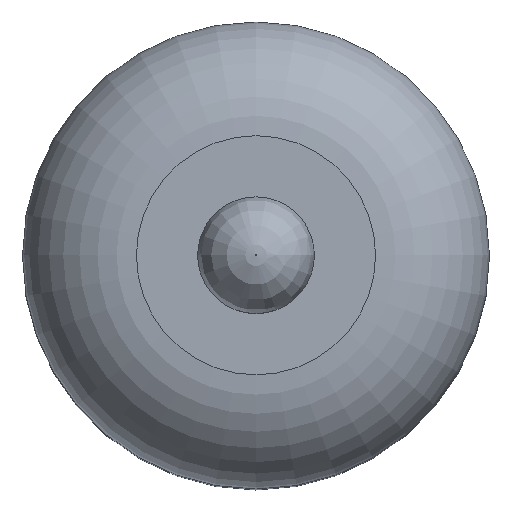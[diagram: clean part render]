
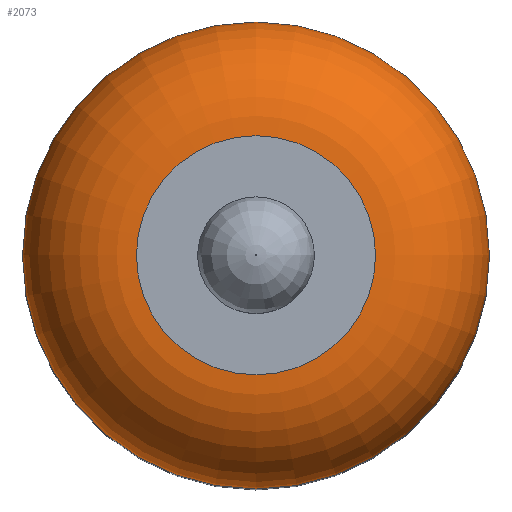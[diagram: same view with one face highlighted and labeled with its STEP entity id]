
A CAD part, top view. The second image highlights one B-rep face of the part: STEP entity #2073.
In plain terms, the highlighted toroidal (fillet/blend) face has major radius 7.063 mm and minor radius 6.727 mm.
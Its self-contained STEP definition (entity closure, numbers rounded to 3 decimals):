
#2048 = EDGE_CURVE('',#2049,#2049,#2051,.T.);
#2049 = VERTEX_POINT('',#2050);
#2050 = CARTESIAN_POINT('',(-0.557,7.62,44.31));
#2051 = CIRCLE('',#2052,7.063);
#2052 = AXIS2_PLACEMENT_3D('',#2053,#2054,#2055);
#2053 = CARTESIAN_POINT('',(-7.62,7.62,44.31));
#2054 = DIRECTION('',(0.,0.,1.));
#2055 = DIRECTION('',(1.,0.,0.));
#2073 = ADVANCED_FACE('',(#2074),#2094,.T.);
#2074 = FACE_BOUND('',#2075,.T.);
#2075 = EDGE_LOOP('',(#2076,#2085,#2092,#2093));
#2076 = ORIENTED_EDGE('',*,*,#2077,.F.);
#2077 = EDGE_CURVE('',#2078,#2049,#2080,.T.);
#2078 = VERTEX_POINT('',#2079);
#2079 = CARTESIAN_POINT('',(6.17,7.62,37.583));
#2080 = CIRCLE('',#2081,6.727);
#2081 = AXIS2_PLACEMENT_3D('',#2082,#2083,#2084);
#2082 = CARTESIAN_POINT('',(-0.557,7.62,37.583));
#2083 = DIRECTION('',(0.,-1.,0.));
#2084 = DIRECTION('',(1.,0.,0.));
#2085 = ORIENTED_EDGE('',*,*,#2086,.T.);
#2086 = EDGE_CURVE('',#2078,#2078,#2087,.T.);
#2087 = CIRCLE('',#2088,13.79);
#2088 = AXIS2_PLACEMENT_3D('',#2089,#2090,#2091);
#2089 = CARTESIAN_POINT('',(-7.62,7.62,37.583));
#2090 = DIRECTION('',(0.,0.,1.));
#2091 = DIRECTION('',(1.,0.,0.));
#2092 = ORIENTED_EDGE('',*,*,#2077,.T.);
#2093 = ORIENTED_EDGE('',*,*,#2048,.F.);
#2094 = TOROIDAL_SURFACE('',#2095,7.063,6.727);
#2095 = AXIS2_PLACEMENT_3D('',#2096,#2097,#2098);
#2096 = CARTESIAN_POINT('',(-7.62,7.62,37.583));
#2097 = DIRECTION('',(0.,0.,1.));
#2098 = DIRECTION('',(1.,0.,0.));
